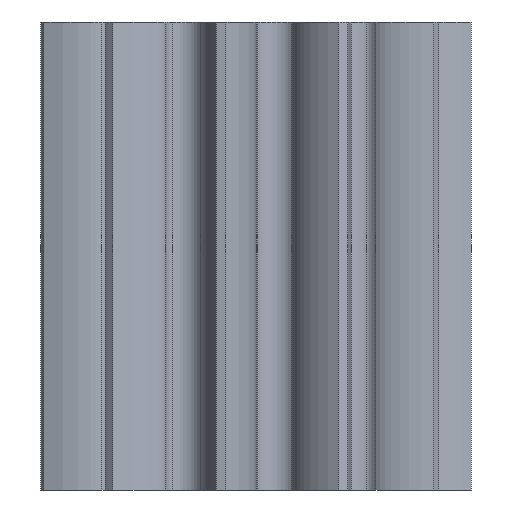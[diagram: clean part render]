
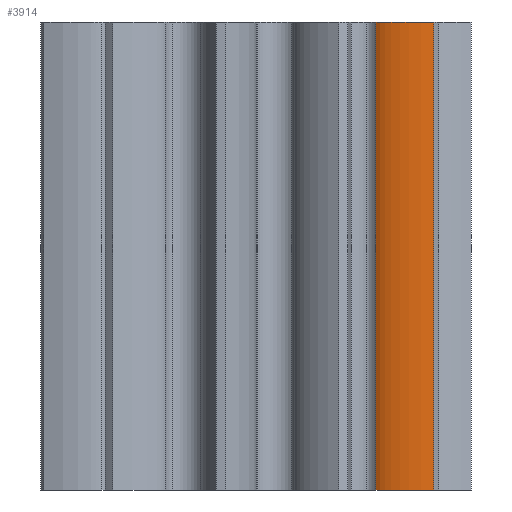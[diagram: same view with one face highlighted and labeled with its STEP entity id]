
A CAD part, front view. The second image highlights one B-rep face of the part: STEP entity #3914.
In plain terms, the highlighted free-form (B-spline) face has degree [3, 1] with [16, 2] control points.
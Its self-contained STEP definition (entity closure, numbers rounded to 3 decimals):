
#6 = CARTESIAN_POINT ( 'NONE',  ( 5.473, -4.807, 9.525 ) ) ;
#14 = B_SPLINE_CURVE_WITH_KNOTS ( 'NONE', 3,
 ( #982, #1662, #2262, #3876, #402, #77, #2240, #2321, #2894, #445, #3518, #1683, #93, #745, #707, #359 ),
 .UNSPECIFIED., .F., .F.,
 ( 4, 1, 1, 1, 1, 1, 1, 1, 1, 1, 1, 1, 1, 4 ),
 ( 0., 0.03, 0.059, 0.098, 0.145, 0.202, 0.268, 0.343, 0.426, 0.519, 0.622, 0.733, 0.853, 1. ),
 .UNSPECIFIED. ) ;
#48 = CARTESIAN_POINT ( 'NONE',  ( 5.625, -4.858, 9.525 ) ) ;
#77 = CARTESIAN_POINT ( 'NONE',  ( 5.345, -4.756, -9.525 ) ) ;
#82 = CARTESIAN_POINT ( 'NONE',  ( 7.385, -4.982, 9.525 ) ) ;
#93 = CARTESIAN_POINT ( 'NONE',  ( 6.743, -5.019, -9.525 ) ) ;
#102 = CARTESIAN_POINT ( 'NONE',  ( 5.801, -4.906, 9.525 ) ) ;
#123 = CARTESIAN_POINT ( 'NONE',  ( 7.385, -4.982, -9.525 ) ) ;
#299 = VECTOR ( 'NONE', #3233, 1000. ) ;
#304 = CARTESIAN_POINT ( 'NONE',  ( 5.158, -4.662, 9.525 ) ) ;
#306 = EDGE_CURVE ( 'NONE', #681, #3746, #969, .T. ) ;
#324 = CARTESIAN_POINT ( 'NONE',  ( 5.032, -4.577, -9.525 ) ) ;
#343 = CARTESIAN_POINT ( 'NONE',  ( 7.05, -5.012, 9.525 ) ) ;
#359 = CARTESIAN_POINT ( 'NONE',  ( 7.385, -4.982, -9.525 ) ) ;
#402 = CARTESIAN_POINT ( 'NONE',  ( 5.24, -4.707, -9.525 ) ) ;
#432 = CARTESIAN_POINT ( 'NONE',  ( 6.472, -5.008, -9.525 ) ) ;
#445 = CARTESIAN_POINT ( 'NONE',  ( 6.001, -4.949, -9.525 ) ) ;
#446 = ORIENTED_EDGE ( 'NONE', *, *, #3882, .F. ) ;
#595 = B_SPLINE_CURVE_WITH_KNOTS ( 'NONE', 3,
 ( #4027, #3748, #1209, #2165, #612, #3114, #2247, #48, #970, #2207, #3772, #1246, #694, #343, #2187, #3483 ),
 .UNSPECIFIED., .F., .F.,
 ( 4, 1, 1, 1, 1, 1, 1, 1, 1, 1, 1, 1, 1, 4 ),
 ( 0., 0.03, 0.059, 0.098, 0.145, 0.202, 0.268, 0.343, 0.426, 0.519, 0.622, 0.733, 0.853, 1. ),
 .UNSPECIFIED. ) ;
#612 = CARTESIAN_POINT ( 'NONE',  ( 5.24, -4.707, 9.525 ) ) ;
#652 = CARTESIAN_POINT ( 'NONE',  ( 5.051, -4.593, 9.525 ) ) ;
#681 = VERTEX_POINT ( 'NONE', #940 ) ;
#694 = CARTESIAN_POINT ( 'NONE',  ( 6.743, -5.019, 9.525 ) ) ;
#707 = CARTESIAN_POINT ( 'NONE',  ( 7.267, -4.998, -9.525 ) ) ;
#714 = CARTESIAN_POINT ( 'NONE',  ( 6.743, -5.019, -9.525 ) ) ;
#732 = LINE ( 'NONE', #1979, #299 ) ;
#745 = CARTESIAN_POINT ( 'NONE',  ( 7.05, -5.012, -9.525 ) ) ;
#754 = CARTESIAN_POINT ( 'NONE',  ( 6.225, -4.984, -9.525 ) ) ;
#935 = CARTESIAN_POINT ( 'NONE',  ( 5.032, -4.577, 9.525 ) ) ;
#940 = CARTESIAN_POINT ( 'NONE',  ( 7.385, -4.982, 9.525 ) ) ;
#969 = LINE ( 'NONE', #3088, #3367 ) ;
#970 = CARTESIAN_POINT ( 'NONE',  ( 5.801, -4.906, 9.525 ) ) ;
#982 = CARTESIAN_POINT ( 'NONE',  ( 5.032, -4.577, -9.525 ) ) ;
#988 = DIRECTION ( 'NONE',  ( 0., 0., -1. ) ) ;
#1008 = CARTESIAN_POINT ( 'NONE',  ( 6.001, -4.949, 9.525 ) ) ;
#1209 = CARTESIAN_POINT ( 'NONE',  ( 5.09, -4.621, 9.525 ) ) ;
#1246 = CARTESIAN_POINT ( 'NONE',  ( 6.472, -5.008, 9.525 ) ) ;
#1272 = CARTESIAN_POINT ( 'NONE',  ( 5.625, -4.858, 9.525 ) ) ;
#1545 = CARTESIAN_POINT ( 'NONE',  ( 5.158, -4.662, -9.525 ) ) ;
#1567 = CARTESIAN_POINT ( 'NONE',  ( 5.09, -4.621, -9.525 ) ) ;
#1588 = FACE_OUTER_BOUND ( 'NONE', #1965, .T. ) ;
#1662 = CARTESIAN_POINT ( 'NONE',  ( 5.051, -4.593, -9.525 ) ) ;
#1674 = ORIENTED_EDGE ( 'NONE', *, *, #3982, .T. ) ;
#1683 = CARTESIAN_POINT ( 'NONE',  ( 6.472, -5.008, -9.525 ) ) ;
#1690 = CARTESIAN_POINT ( 'NONE',  ( 7.05, -5.012, 9.525 ) ) ;
#1710 = CARTESIAN_POINT ( 'NONE',  ( 5.801, -4.906, -9.525 ) ) ;
#1832 = EDGE_CURVE ( 'NONE', #3619, #3746, #14, .T. ) ;
#1858 = CARTESIAN_POINT ( 'NONE',  ( 5.09, -4.621, 9.525 ) ) ;
#1877 = CARTESIAN_POINT ( 'NONE',  ( 5.345, -4.756, 9.525 ) ) ;
#1961 = CARTESIAN_POINT ( 'NONE',  ( 6.472, -5.008, 9.525 ) ) ;
#1965 = EDGE_LOOP ( 'NONE', ( #3540, #3013, #446, #1674 ) ) ;
#1979 = CARTESIAN_POINT ( 'NONE',  ( 5.032, -4.577, 9.525 ) ) ;
#2000 = CARTESIAN_POINT ( 'NONE',  ( 7.05, -5.012, -9.525 ) ) ;
#2165 = CARTESIAN_POINT ( 'NONE',  ( 5.158, -4.662, 9.525 ) ) ;
#2187 = CARTESIAN_POINT ( 'NONE',  ( 7.267, -4.998, 9.525 ) ) ;
#2207 = CARTESIAN_POINT ( 'NONE',  ( 6.001, -4.949, 9.525 ) ) ;
#2240 = CARTESIAN_POINT ( 'NONE',  ( 5.473, -4.807, -9.525 ) ) ;
#2247 = CARTESIAN_POINT ( 'NONE',  ( 5.473, -4.807, 9.525 ) ) ;
#2262 = CARTESIAN_POINT ( 'NONE',  ( 5.09, -4.621, -9.525 ) ) ;
#2321 = CARTESIAN_POINT ( 'NONE',  ( 5.625, -4.858, -9.525 ) ) ;
#2331 = CARTESIAN_POINT ( 'NONE',  ( 6.225, -4.984, 9.525 ) ) ;
#2575 = CARTESIAN_POINT ( 'NONE',  ( 5.625, -4.858, -9.525 ) ) ;
#2635 = CARTESIAN_POINT ( 'NONE',  ( 6.001, -4.949, -9.525 ) ) ;
#2725 = CARTESIAN_POINT ( 'NONE',  ( 7.385, -4.982, -9.525 ) ) ;
#2804 = CARTESIAN_POINT ( 'NONE',  ( 5.345, -4.756, -9.525 ) ) ;
#2823 = CARTESIAN_POINT ( 'NONE',  ( 5.473, -4.807, -9.525 ) ) ;
#2844 = CARTESIAN_POINT ( 'NONE',  ( 5.24, -4.707, 9.525 ) ) ;
#2894 = CARTESIAN_POINT ( 'NONE',  ( 5.801, -4.906, -9.525 ) ) ;
#3013 = ORIENTED_EDGE ( 'NONE', *, *, #306, .F. ) ;
#3088 = CARTESIAN_POINT ( 'NONE',  ( 7.385, -4.982, 9.525 ) ) ;
#3114 = CARTESIAN_POINT ( 'NONE',  ( 5.345, -4.756, 9.525 ) ) ;
#3233 = DIRECTION ( 'NONE',  ( 0., 0., -1. ) ) ;
#3367 = VECTOR ( 'NONE', #988, 1000. ) ;
#3421 = CARTESIAN_POINT ( 'NONE',  ( 5.051, -4.593, -9.525 ) ) ;
#3447 = CARTESIAN_POINT ( 'NONE',  ( 5.24, -4.707, -9.525 ) ) ;
#3483 = CARTESIAN_POINT ( 'NONE',  ( 7.385, -4.982, 9.525 ) ) ;
#3518 = CARTESIAN_POINT ( 'NONE',  ( 6.225, -4.984, -9.525 ) ) ;
#3540 = ORIENTED_EDGE ( 'NONE', *, *, #1832, .T. ) ;
#3547 = CARTESIAN_POINT ( 'NONE',  ( 5.032, -4.577, 9.525 ) ) ;
#3585 = CARTESIAN_POINT ( 'NONE',  ( 7.267, -4.998, -9.525 ) ) ;
#3619 = VERTEX_POINT ( 'NONE', #3781 ) ;
#3746 = VERTEX_POINT ( 'NONE', #2725 ) ;
#3748 = CARTESIAN_POINT ( 'NONE',  ( 5.051, -4.593, 9.525 ) ) ;
#3772 = CARTESIAN_POINT ( 'NONE',  ( 6.225, -4.984, 9.525 ) ) ;
#3781 = CARTESIAN_POINT ( 'NONE',  ( 5.032, -4.577, -9.525 ) ) ;
#3801 = B_SPLINE_SURFACE_WITH_KNOTS ( 'NONE', 3, 1, ( 
 ( #935, #324 ),
 ( #652, #3421 ),
 ( #1858, #1567 ),
 ( #304, #1545 ),
 ( #2844, #3447 ),
 ( #1877, #2804 ),
 ( #6, #2823 ),
 ( #1272, #2575 ),
 ( #102, #1710 ),
 ( #1008, #2635 ),
 ( #2331, #754 ),
 ( #1961, #432 ),
 ( #3846, #714 ),
 ( #1690, #2000 ),
 ( #3826, #3585 ),
 ( #82, #123 ) ),
 .UNSPECIFIED., .F., .F., .F.,
 ( 4, 1, 1, 1, 1, 1, 1, 1, 1, 1, 1, 1, 1, 4 ),
 ( 2, 2 ),
 ( 0., 0.03, 0.059, 0.098, 0.145, 0.202, 0.268, 0.343, 0.426, 0.519, 0.622, 0.733, 0.853, 1. ),
 ( 0., 1. ),
 .UNSPECIFIED. ) ;
#3826 = CARTESIAN_POINT ( 'NONE',  ( 7.267, -4.998, 9.525 ) ) ;
#3846 = CARTESIAN_POINT ( 'NONE',  ( 6.743, -5.019, 9.525 ) ) ;
#3876 = CARTESIAN_POINT ( 'NONE',  ( 5.158, -4.662, -9.525 ) ) ;
#3882 = EDGE_CURVE ( 'NONE', #3978, #681, #595, .T. ) ;
#3914 = ADVANCED_FACE ( 'NONE', ( #1588 ), #3801, .F. ) ;
#3978 = VERTEX_POINT ( 'NONE', #3547 ) ;
#3982 = EDGE_CURVE ( 'NONE', #3978, #3619, #732, .T. ) ;
#4027 = CARTESIAN_POINT ( 'NONE',  ( 5.032, -4.577, 9.525 ) ) ;
